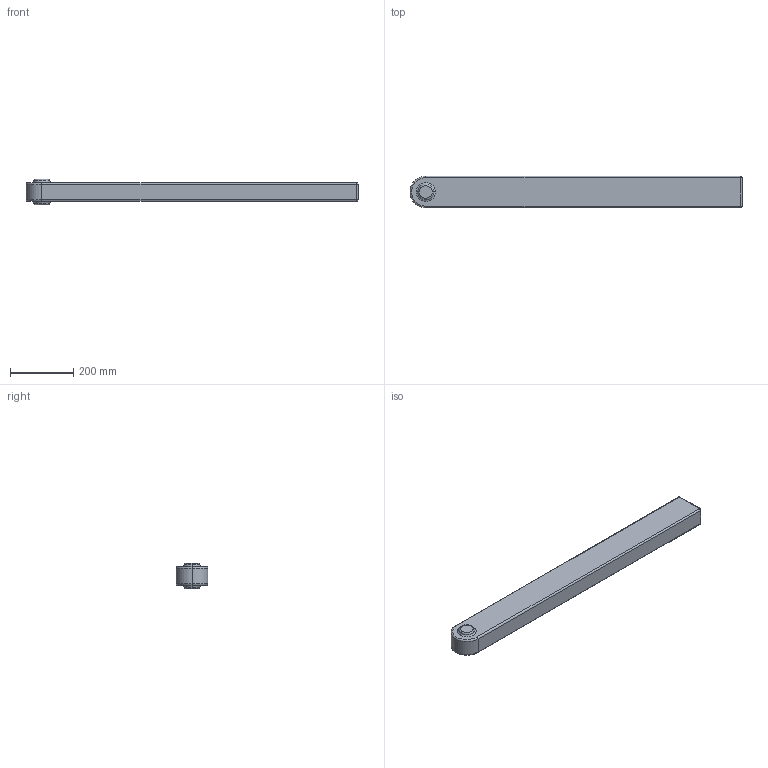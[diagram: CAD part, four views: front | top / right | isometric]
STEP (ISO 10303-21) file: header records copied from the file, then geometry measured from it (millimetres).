
FILE_DESCRIPTION (( 'STEP AP214' ), '1' );
FILE_NAME ('link2.STEP', '2019-10-09T05:51:33', ( '' ), ( '' ), 'SwSTEP 2.0', 'SolidWorks 2017', '' );
FILE_SCHEMA (( 'AUTOMOTIVE_DESIGN' ));
Length unit declared in the file: millimetre
Products named in the file (1): link2
Bounding box: 1050 x 100 x 80 mm (x, y, z)
Volume: 6250298.8 mm3; surface area: 335101.7 mm2
Topology: 1 solids, 1 shells, 33 faces, 69 edges, 36 vertices
Faces by surface type: torus 12, cylinder 10, plane 7, sphere 4
Entity records: 883 total; most frequent: DIRECTION 179, CARTESIAN_POINT 135, ORIENTED_EDGE 130, AXIS2_PLACEMENT_3D 80, EDGE_CURVE 65, CIRCLE 46, VERTEX_POINT 36, EDGE_LOOP 35
